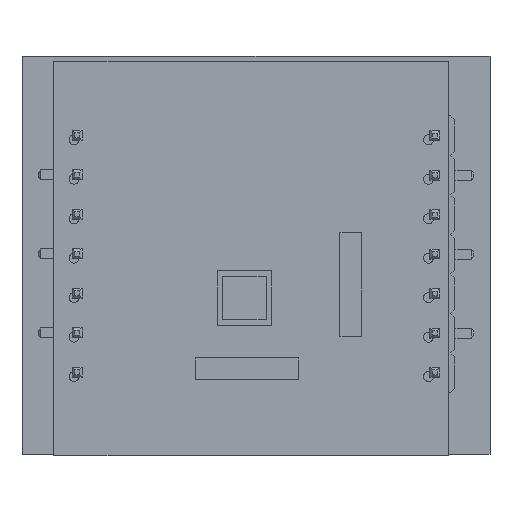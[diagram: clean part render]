
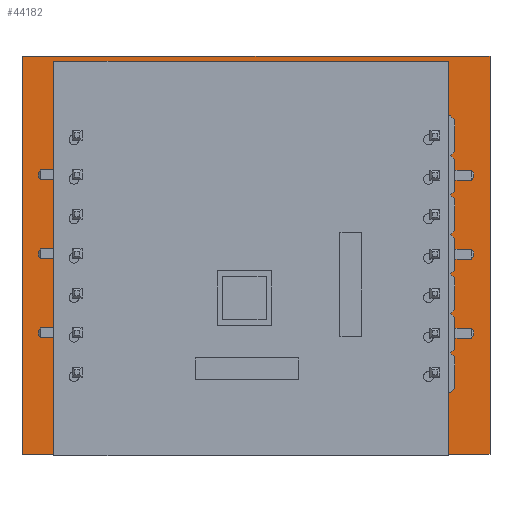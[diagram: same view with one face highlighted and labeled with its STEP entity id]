
A CAD part, top view. The second image highlights one B-rep face of the part: STEP entity #44182.
In plain terms, the highlighted planar face has unit normal (0, 0, 1).
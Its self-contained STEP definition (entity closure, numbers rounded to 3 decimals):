
#43637 = VERTEX_POINT('',#43638);
#43638 = CARTESIAN_POINT('',(177.85,-167.15,1.6));
#43645 = PLANE('',#43646);
#43646 = AXIS2_PLACEMENT_3D('',#43647,#43648,#43649);
#43647 = CARTESIAN_POINT('',(177.85,-167.15,0.));
#43648 = DIRECTION('',(0.,-1.,0.));
#43649 = DIRECTION('',(-1.,0.,0.));
#43657 = PLANE('',#43658);
#43658 = AXIS2_PLACEMENT_3D('',#43659,#43660,#43661);
#43659 = CARTESIAN_POINT('',(177.95,-167.15,0.));
#43660 = DIRECTION('',(0.,-1.,0.));
#43661 = DIRECTION('',(-1.,0.,0.));
#43669 = EDGE_CURVE('',#43637,#43670,#43672,.T.);
#43670 = VERTEX_POINT('',#43671);
#43671 = CARTESIAN_POINT('',(147.95,-167.15,1.6));
#43672 = SURFACE_CURVE('',#43673,(#43677,#43684),.PCURVE_S1.);
#43673 = LINE('',#43674,#43675);
#43674 = CARTESIAN_POINT('',(177.85,-167.15,1.6));
#43675 = VECTOR('',#43676,1.);
#43676 = DIRECTION('',(-1.,0.,0.));
#43677 = PCURVE('',#43645,#43678);
#43678 = DEFINITIONAL_REPRESENTATION('',(#43679),#43683);
#43679 = LINE('',#43680,#43681);
#43680 = CARTESIAN_POINT('',(0.,-1.6));
#43681 = VECTOR('',#43682,1.);
#43682 = DIRECTION('',(1.,0.));
#43683 = ( GEOMETRIC_REPRESENTATION_CONTEXT(2) 
PARAMETRIC_REPRESENTATION_CONTEXT() REPRESENTATION_CONTEXT('2D SPACE',''
  ) );
#43684 = PCURVE('',#43685,#43690);
#43685 = PLANE('',#43686);
#43686 = AXIS2_PLACEMENT_3D('',#43687,#43688,#43689);
#43687 = CARTESIAN_POINT('',(162.9,-179.95,1.6));
#43688 = DIRECTION('',(0.,0.,1.));
#43689 = DIRECTION('',(1.,0.,0.));
#43690 = DEFINITIONAL_REPRESENTATION('',(#43691),#43695);
#43691 = LINE('',#43692,#43693);
#43692 = CARTESIAN_POINT('',(14.95,12.8));
#43693 = VECTOR('',#43694,1.);
#43694 = DIRECTION('',(-1.,0.));
#43695 = ( GEOMETRIC_REPRESENTATION_CONTEXT(2) 
PARAMETRIC_REPRESENTATION_CONTEXT() REPRESENTATION_CONTEXT('2D SPACE',''
  ) );
#43713 = PLANE('',#43714);
#43714 = AXIS2_PLACEMENT_3D('',#43715,#43716,#43717);
#43715 = CARTESIAN_POINT('',(147.95,-167.15,0.));
#43716 = DIRECTION('',(0.,-1.,0.));
#43717 = DIRECTION('',(-1.,0.,0.));
#43755 = EDGE_CURVE('',#43670,#43756,#43758,.T.);
#43756 = VERTEX_POINT('',#43757);
#43757 = CARTESIAN_POINT('',(147.85,-167.15,1.6));
#43758 = SURFACE_CURVE('',#43759,(#43763,#43770),.PCURVE_S1.);
#43759 = LINE('',#43760,#43761);
#43760 = CARTESIAN_POINT('',(147.95,-167.15,1.6));
#43761 = VECTOR('',#43762,1.);
#43762 = DIRECTION('',(-1.,0.,0.));
#43763 = PCURVE('',#43713,#43764);
#43764 = DEFINITIONAL_REPRESENTATION('',(#43765),#43769);
#43765 = LINE('',#43766,#43767);
#43766 = CARTESIAN_POINT('',(0.,-1.6));
#43767 = VECTOR('',#43768,1.);
#43768 = DIRECTION('',(1.,0.));
#43769 = ( GEOMETRIC_REPRESENTATION_CONTEXT(2) 
PARAMETRIC_REPRESENTATION_CONTEXT() REPRESENTATION_CONTEXT('2D SPACE',''
  ) );
#43770 = PCURVE('',#43685,#43771);
#43771 = DEFINITIONAL_REPRESENTATION('',(#43772),#43776);
#43772 = LINE('',#43773,#43774);
#43773 = CARTESIAN_POINT('',(-14.95,12.8));
#43774 = VECTOR('',#43775,1.);
#43775 = DIRECTION('',(-1.,0.));
#43776 = ( GEOMETRIC_REPRESENTATION_CONTEXT(2) 
PARAMETRIC_REPRESENTATION_CONTEXT() REPRESENTATION_CONTEXT('2D SPACE',''
  ) );
#43794 = PLANE('',#43795);
#43795 = AXIS2_PLACEMENT_3D('',#43796,#43797,#43798);
#43796 = CARTESIAN_POINT('',(147.85,-167.15,0.));
#43797 = DIRECTION('',(1.,0.,0.));
#43798 = DIRECTION('',(0.,-1.,0.));
#43831 = EDGE_CURVE('',#43756,#43832,#43834,.T.);
#43832 = VERTEX_POINT('',#43833);
#43833 = CARTESIAN_POINT('',(147.85,-192.75,1.6));
#43834 = SURFACE_CURVE('',#43835,(#43839,#43846),.PCURVE_S1.);
#43835 = LINE('',#43836,#43837);
#43836 = CARTESIAN_POINT('',(147.85,-167.15,1.6));
#43837 = VECTOR('',#43838,1.);
#43838 = DIRECTION('',(0.,-1.,0.));
#43839 = PCURVE('',#43794,#43840);
#43840 = DEFINITIONAL_REPRESENTATION('',(#43841),#43845);
#43841 = LINE('',#43842,#43843);
#43842 = CARTESIAN_POINT('',(0.,-1.6));
#43843 = VECTOR('',#43844,1.);
#43844 = DIRECTION('',(1.,0.));
#43845 = ( GEOMETRIC_REPRESENTATION_CONTEXT(2) 
PARAMETRIC_REPRESENTATION_CONTEXT() REPRESENTATION_CONTEXT('2D SPACE',''
  ) );
#43846 = PCURVE('',#43685,#43847);
#43847 = DEFINITIONAL_REPRESENTATION('',(#43848),#43852);
#43848 = LINE('',#43849,#43850);
#43849 = CARTESIAN_POINT('',(-15.05,12.8));
#43850 = VECTOR('',#43851,1.);
#43851 = DIRECTION('',(0.,-1.));
#43852 = ( GEOMETRIC_REPRESENTATION_CONTEXT(2) 
PARAMETRIC_REPRESENTATION_CONTEXT() REPRESENTATION_CONTEXT('2D SPACE',''
  ) );
#43870 = PLANE('',#43871);
#43871 = AXIS2_PLACEMENT_3D('',#43872,#43873,#43874);
#43872 = CARTESIAN_POINT('',(147.85,-192.75,0.));
#43873 = DIRECTION('',(0.,1.,0.));
#43874 = DIRECTION('',(1.,0.,0.));
#43907 = EDGE_CURVE('',#43832,#43908,#43910,.T.);
#43908 = VERTEX_POINT('',#43909);
#43909 = CARTESIAN_POINT('',(147.95,-192.75,1.6));
#43910 = SURFACE_CURVE('',#43911,(#43915,#43922),.PCURVE_S1.);
#43911 = LINE('',#43912,#43913);
#43912 = CARTESIAN_POINT('',(147.85,-192.75,1.6));
#43913 = VECTOR('',#43914,1.);
#43914 = DIRECTION('',(1.,0.,0.));
#43915 = PCURVE('',#43870,#43916);
#43916 = DEFINITIONAL_REPRESENTATION('',(#43917),#43921);
#43917 = LINE('',#43918,#43919);
#43918 = CARTESIAN_POINT('',(0.,-1.6));
#43919 = VECTOR('',#43920,1.);
#43920 = DIRECTION('',(1.,0.));
#43921 = ( GEOMETRIC_REPRESENTATION_CONTEXT(2) 
PARAMETRIC_REPRESENTATION_CONTEXT() REPRESENTATION_CONTEXT('2D SPACE',''
  ) );
#43922 = PCURVE('',#43685,#43923);
#43923 = DEFINITIONAL_REPRESENTATION('',(#43924),#43928);
#43924 = LINE('',#43925,#43926);
#43925 = CARTESIAN_POINT('',(-15.05,-12.8));
#43926 = VECTOR('',#43927,1.);
#43927 = DIRECTION('',(1.,0.));
#43928 = ( GEOMETRIC_REPRESENTATION_CONTEXT(2) 
PARAMETRIC_REPRESENTATION_CONTEXT() REPRESENTATION_CONTEXT('2D SPACE',''
  ) );
#43946 = PLANE('',#43947);
#43947 = AXIS2_PLACEMENT_3D('',#43948,#43949,#43950);
#43948 = CARTESIAN_POINT('',(147.95,-192.75,0.));
#43949 = DIRECTION('',(0.,1.,0.));
#43950 = DIRECTION('',(1.,0.,0.));
#43983 = EDGE_CURVE('',#43908,#43984,#43986,.T.);
#43984 = VERTEX_POINT('',#43985);
#43985 = CARTESIAN_POINT('',(177.95,-192.75,1.6));
#43986 = SURFACE_CURVE('',#43987,(#43991,#43998),.PCURVE_S1.);
#43987 = LINE('',#43988,#43989);
#43988 = CARTESIAN_POINT('',(147.95,-192.75,1.6));
#43989 = VECTOR('',#43990,1.);
#43990 = DIRECTION('',(1.,0.,0.));
#43991 = PCURVE('',#43946,#43992);
#43992 = DEFINITIONAL_REPRESENTATION('',(#43993),#43997);
#43993 = LINE('',#43994,#43995);
#43994 = CARTESIAN_POINT('',(0.,-1.6));
#43995 = VECTOR('',#43996,1.);
#43996 = DIRECTION('',(1.,0.));
#43997 = ( GEOMETRIC_REPRESENTATION_CONTEXT(2) 
PARAMETRIC_REPRESENTATION_CONTEXT() REPRESENTATION_CONTEXT('2D SPACE',''
  ) );
#43998 = PCURVE('',#43685,#43999);
#43999 = DEFINITIONAL_REPRESENTATION('',(#44000),#44004);
#44000 = LINE('',#44001,#44002);
#44001 = CARTESIAN_POINT('',(-14.95,-12.8));
#44002 = VECTOR('',#44003,1.);
#44003 = DIRECTION('',(1.,0.));
#44004 = ( GEOMETRIC_REPRESENTATION_CONTEXT(2) 
PARAMETRIC_REPRESENTATION_CONTEXT() REPRESENTATION_CONTEXT('2D SPACE',''
  ) );
#44022 = PLANE('',#44023);
#44023 = AXIS2_PLACEMENT_3D('',#44024,#44025,#44026);
#44024 = CARTESIAN_POINT('',(177.95,-192.75,0.));
#44025 = DIRECTION('',(-1.,0.,0.));
#44026 = DIRECTION('',(0.,1.,0.));
#44059 = EDGE_CURVE('',#43984,#44060,#44062,.T.);
#44060 = VERTEX_POINT('',#44061);
#44061 = CARTESIAN_POINT('',(177.95,-167.15,1.6));
#44062 = SURFACE_CURVE('',#44063,(#44067,#44074),.PCURVE_S1.);
#44063 = LINE('',#44064,#44065);
#44064 = CARTESIAN_POINT('',(177.95,-192.75,1.6));
#44065 = VECTOR('',#44066,1.);
#44066 = DIRECTION('',(0.,1.,0.));
#44067 = PCURVE('',#44022,#44068);
#44068 = DEFINITIONAL_REPRESENTATION('',(#44069),#44073);
#44069 = LINE('',#44070,#44071);
#44070 = CARTESIAN_POINT('',(0.,-1.6));
#44071 = VECTOR('',#44072,1.);
#44072 = DIRECTION('',(1.,0.));
#44073 = ( GEOMETRIC_REPRESENTATION_CONTEXT(2) 
PARAMETRIC_REPRESENTATION_CONTEXT() REPRESENTATION_CONTEXT('2D SPACE',''
  ) );
#44074 = PCURVE('',#43685,#44075);
#44075 = DEFINITIONAL_REPRESENTATION('',(#44076),#44080);
#44076 = LINE('',#44077,#44078);
#44077 = CARTESIAN_POINT('',(15.05,-12.8));
#44078 = VECTOR('',#44079,1.);
#44079 = DIRECTION('',(0.,1.));
#44080 = ( GEOMETRIC_REPRESENTATION_CONTEXT(2) 
PARAMETRIC_REPRESENTATION_CONTEXT() REPRESENTATION_CONTEXT('2D SPACE',''
  ) );
#44130 = EDGE_CURVE('',#44060,#43637,#44131,.T.);
#44131 = SURFACE_CURVE('',#44132,(#44136,#44143),.PCURVE_S1.);
#44132 = LINE('',#44133,#44134);
#44133 = CARTESIAN_POINT('',(177.95,-167.15,1.6));
#44134 = VECTOR('',#44135,1.);
#44135 = DIRECTION('',(-1.,0.,0.));
#44136 = PCURVE('',#43657,#44137);
#44137 = DEFINITIONAL_REPRESENTATION('',(#44138),#44142);
#44138 = LINE('',#44139,#44140);
#44139 = CARTESIAN_POINT('',(0.,-1.6));
#44140 = VECTOR('',#44141,1.);
#44141 = DIRECTION('',(1.,0.));
#44142 = ( GEOMETRIC_REPRESENTATION_CONTEXT(2) 
PARAMETRIC_REPRESENTATION_CONTEXT() REPRESENTATION_CONTEXT('2D SPACE',''
  ) );
#44143 = PCURVE('',#43685,#44144);
#44144 = DEFINITIONAL_REPRESENTATION('',(#44145),#44149);
#44145 = LINE('',#44146,#44147);
#44146 = CARTESIAN_POINT('',(15.05,12.8));
#44147 = VECTOR('',#44148,1.);
#44148 = DIRECTION('',(-1.,0.));
#44149 = ( GEOMETRIC_REPRESENTATION_CONTEXT(2) 
PARAMETRIC_REPRESENTATION_CONTEXT() REPRESENTATION_CONTEXT('2D SPACE',''
  ) );
#44182 = ADVANCED_FACE('',(#44183),#43685,.T.);
#44183 = FACE_BOUND('',#44184,.T.);
#44184 = EDGE_LOOP('',(#44185,#44186,#44187,#44188,#44189,#44190,#44191)
  );
#44185 = ORIENTED_EDGE('',*,*,#43669,.T.);
#44186 = ORIENTED_EDGE('',*,*,#43755,.T.);
#44187 = ORIENTED_EDGE('',*,*,#43831,.T.);
#44188 = ORIENTED_EDGE('',*,*,#43907,.T.);
#44189 = ORIENTED_EDGE('',*,*,#43983,.T.);
#44190 = ORIENTED_EDGE('',*,*,#44059,.T.);
#44191 = ORIENTED_EDGE('',*,*,#44130,.T.);
